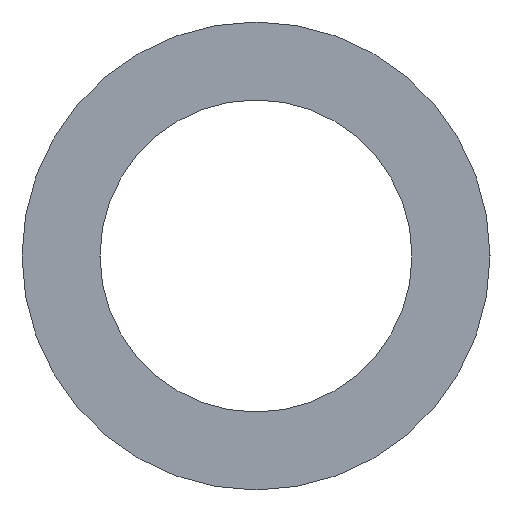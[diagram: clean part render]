
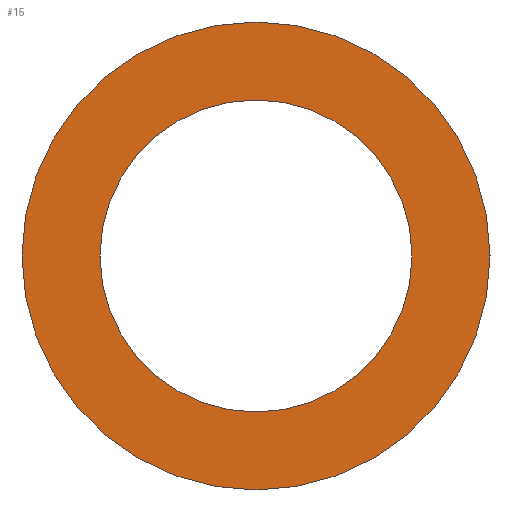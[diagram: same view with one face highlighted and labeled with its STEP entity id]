
A CAD part, left-side view. The second image highlights one B-rep face of the part: STEP entity #15.
In plain terms, the highlighted planar face has unit normal (-1, 0, 0).
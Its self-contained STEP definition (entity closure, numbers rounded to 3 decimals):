
#2 = EDGE_CURVE ( 'NONE', #137, #100, #52, .T. ) ;
#15 = ADVANCED_FACE ( 'NONE', ( #130, #95 ), #213, .F. ) ;
#16 = EDGE_CURVE ( 'NONE', #147, #335, #71, .T. ) ;
#17 = EDGE_CURVE ( 'NONE', #335, #147, #42, .T. ) ;
#24 = EDGE_CURVE ( 'NONE', #100, #137, #44, .T. ) ;
#42 = CIRCLE ( 'NONE', #74, 2. ) ;
#44 = CIRCLE ( 'NONE', #53, 3. ) ;
#52 = CIRCLE ( 'NONE', #80, 3. ) ;
#53 = AXIS2_PLACEMENT_3D ( 'NONE', #279, #235, #186 ) ;
#71 = CIRCLE ( 'NONE', #75, 2. ) ;
#74 = AXIS2_PLACEMENT_3D ( 'NONE', #218, #210, #244 ) ;
#75 = AXIS2_PLACEMENT_3D ( 'NONE', #297, #229, #231 ) ;
#80 = AXIS2_PLACEMENT_3D ( 'NONE', #272, #289, #239 ) ;
#88 = AXIS2_PLACEMENT_3D ( 'NONE', #207, #303, #264 ) ;
#95 = FACE_BOUND ( 'NONE', #145, .T. ) ;
#100 = VERTEX_POINT ( 'NONE', #291 ) ;
#130 = FACE_OUTER_BOUND ( 'NONE', #148, .T. ) ;
#137 = VERTEX_POINT ( 'NONE', #188 ) ;
#145 = EDGE_LOOP ( 'NONE', ( #328, #324 ) ) ;
#147 = VERTEX_POINT ( 'NONE', #183 ) ;
#148 = EDGE_LOOP ( 'NONE', ( #326, #323 ) ) ;
#183 = CARTESIAN_POINT ( 'NONE',  ( 0., 0., -2. ) ) ;
#186 = DIRECTION ( 'NONE',  ( 0., 0., -1. ) ) ;
#188 = CARTESIAN_POINT ( 'NONE',  ( 0., 0., -3. ) ) ;
#207 = CARTESIAN_POINT ( 'NONE',  ( 0., 0., 0. ) ) ;
#210 = DIRECTION ( 'NONE',  ( 1., 0., 0. ) ) ;
#213 = PLANE ( 'NONE',  #88 ) ;
#218 = CARTESIAN_POINT ( 'NONE',  ( 0., 0., 0. ) ) ;
#229 = DIRECTION ( 'NONE',  ( 1., 0., 0. ) ) ;
#230 = CARTESIAN_POINT ( 'NONE',  ( 0., 0., 2. ) ) ;
#231 = DIRECTION ( 'NONE',  ( 0., 0., -1. ) ) ;
#235 = DIRECTION ( 'NONE',  ( 1., 0., 0. ) ) ;
#239 = DIRECTION ( 'NONE',  ( 0., 0., -1. ) ) ;
#244 = DIRECTION ( 'NONE',  ( 0., 0., -1. ) ) ;
#264 = DIRECTION ( 'NONE',  ( 0., 0., -1. ) ) ;
#272 = CARTESIAN_POINT ( 'NONE',  ( 0., 0., 0. ) ) ;
#279 = CARTESIAN_POINT ( 'NONE',  ( 0., 0., 0. ) ) ;
#289 = DIRECTION ( 'NONE',  ( 1., 0., 0. ) ) ;
#291 = CARTESIAN_POINT ( 'NONE',  ( 0., 0., 3. ) ) ;
#297 = CARTESIAN_POINT ( 'NONE',  ( 0., 0., 0. ) ) ;
#303 = DIRECTION ( 'NONE',  ( 1., 0., 0. ) ) ;
#323 = ORIENTED_EDGE ( 'NONE', *, *, #2, .F. ) ;
#324 = ORIENTED_EDGE ( 'NONE', *, *, #16, .T. ) ;
#326 = ORIENTED_EDGE ( 'NONE', *, *, #24, .F. ) ;
#328 = ORIENTED_EDGE ( 'NONE', *, *, #17, .T. ) ;
#335 = VERTEX_POINT ( 'NONE', #230 ) ;
